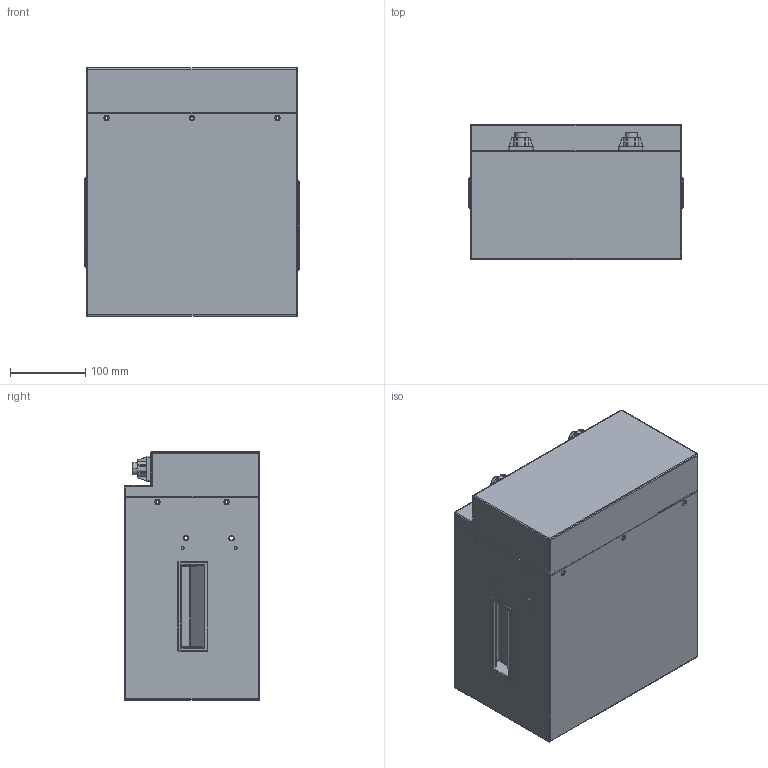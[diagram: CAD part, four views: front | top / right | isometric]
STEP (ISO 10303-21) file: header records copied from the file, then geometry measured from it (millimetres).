
FILE_DESCRIPTION (( 'STEP AP214' ), '1' );
FILE_NAME ('12-230SEATBASE3 3D Model.STEP', '2023-07-27T21:02:26', ( '' ), ( '' ), 'SwSTEP 2.0', 'SolidWorks 2023', '' );
FILE_SCHEMA (( 'AUTOMOTIVE_DESIGN' ));
Length unit declared in the file: millimetre
Products named in the file (6): 12-230SEATBASE3_Handle; 12-230SEATBASE3_Terminal Post; 12-230SEATBASE3 3D Model; 12-230SEATBASE3_Lid; 12-230SEATBASE3_Body; 12-230SEATBASE3_Terminal Base
Assembly tree (8 placements, depth 2):
  12-230SEATBASE3 3D Model
    12-230SEATBASE3_Handle  x2
    12-230SEATBASE3_Body
    12-230SEATBASE3_Lid
    12-230SEATBASE3_Terminal Base  x2
    12-230SEATBASE3_Terminal Post  x2
Bounding box: 284.8 x 180 x 330.5 mm (x, y, z)
Volume: 623550.5 mm3; surface area: 926829.8 mm2
Topology: 8 solids, 8 shells, 1371 faces, 3444 edges, 2116 vertices
Faces by surface type: cylinder 518, plane 506, bspline 160, cone 92, torus 50, sphere 45
Entity records: 51635 total; most frequent: CARTESIAN_POINT 24021, ORIENTED_EDGE 3970, DIRECTION 3702, EDGE_CURVE 1985, AXIS2_PLACEMENT_3D 1334, VERTEX_POINT 1239, LINE 1034, VECTOR 1034
